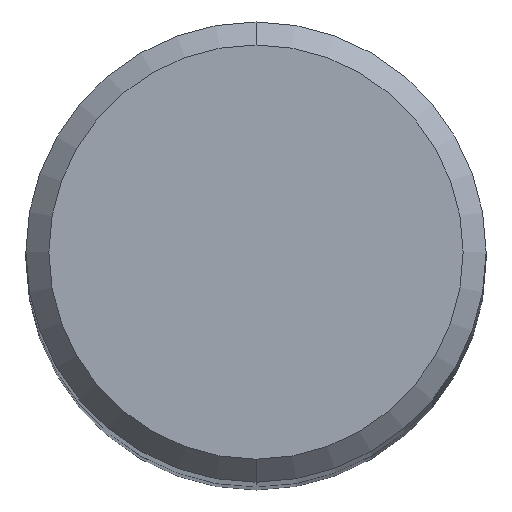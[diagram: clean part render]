
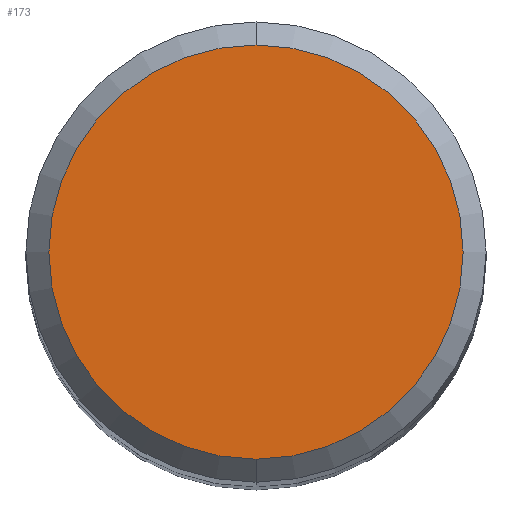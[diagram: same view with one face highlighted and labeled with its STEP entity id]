
A CAD part, top view. The second image highlights one B-rep face of the part: STEP entity #173.
In plain terms, the highlighted planar face has unit normal (0, 0, 1).
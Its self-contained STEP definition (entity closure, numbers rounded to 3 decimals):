
#169=VERTEX_POINT('',#444);
#173=ADVANCED_FACE('',(#448),#449,.T.);
#199=EDGE_CURVE('',#203,#169,#479,.T.);
#203=VERTEX_POINT('',#484);
#235=EDGE_CURVE('',#169,#203,#519,.T.);
#444=CARTESIAN_POINT('',(0.,-5.4,0.0));
#448=FACE_OUTER_BOUND('',#745,.T.);
#449=PLANE('',#746);
#479=CIRCLE('',#787,5.4);
#484=CARTESIAN_POINT('',(0.0,5.4,0.0));
#519=CIRCLE('',#889,5.4);
#745=EDGE_LOOP('',(#1380,#1381));
#746=AXIS2_PLACEMENT_3D('',#1382,#1383,#1384);
#787=AXIS2_PLACEMENT_3D('',#1429,#1430,#1431);
#889=AXIS2_PLACEMENT_3D('',#1470,#1471,#1472);
#1380=ORIENTED_EDGE('',*,*,#199,.F.);
#1381=ORIENTED_EDGE('',*,*,#235,.F.);
#1382=CARTESIAN_POINT('',(0.0,2.7,0.0));
#1383=DIRECTION('',(-0.0,0.0,1.0));
#1384=DIRECTION('',(0.0,-1.0,0.0));
#1429=CARTESIAN_POINT('',(0.0,0.0,0.0));
#1430=DIRECTION('',(0.0,0.0,-1.0));
#1431=DIRECTION('',(0.0,1.0,0.0));
#1470=CARTESIAN_POINT('',(0.0,0.0,0.0));
#1471=DIRECTION('',(0.0,0.0,-1.0));
#1472=DIRECTION('',(0.0,1.0,0.0));
